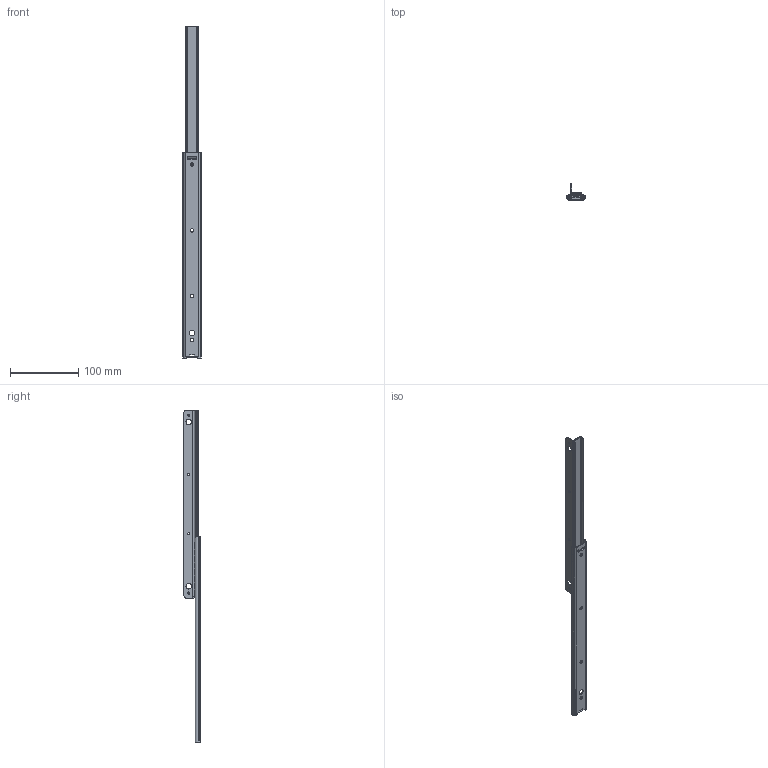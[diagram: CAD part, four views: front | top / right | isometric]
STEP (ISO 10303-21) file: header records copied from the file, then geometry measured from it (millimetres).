
FILE_DESCRIPTION((''),'2;1');
FILE_NAME('109-049_ASM','2015-05-04T',('w.jans'),(''),'PRO/ENGINEER BY PARAMETRIC TECHNOLOGY CORPORATION, 2003450','PRO/ENGINEER BY PARAMETRIC TECHNOLOGY CORPORATION, 2003450','');
FILE_SCHEMA(('CONFIG_CONTROL_DESIGN'));
Length unit declared in the file: millimetre
Products named in the file (10): 109-049-SKEL; 511-09-049-EMS1; 511-09-049-EMS1_ASM; 515-3XX-049EMS; 911-080; 515-3XX-049EMS_ASM; 513-09-049-EMS3; 516-006; 513-09-049-EMS3_ASM; 109-049_ASM
Assembly tree (22 placements, depth 3):
  109-049_ASM
    109-049-SKEL
    511-09-049-EMS1_ASM
      511-09-049-EMS1
    515-3XX-049EMS_ASM
      515-3XX-049EMS
      911-080  x14
    513-09-049-EMS3_ASM
      513-09-049-EMS3
      516-006
Bounding box: 27 x 24.5 x 485 mm (x, y, z)
Volume: 33534.6 mm3; surface area: 59841 mm2
Topology: 18 solids, 18 shells, 381 faces, 1047 edges, 638 vertices
Faces by surface type: plane 219, cylinder 134, sphere 28
Entity records: 11652 total; most frequent: CARTESIAN_POINT 2049, DIRECTION 2031, ORIENTED_EDGE 1930, EDGE_CURVE 965, VECTOR 685, LINE 685, AXIS2_PLACEMENT_3D 673, VERTEX_POINT 612
